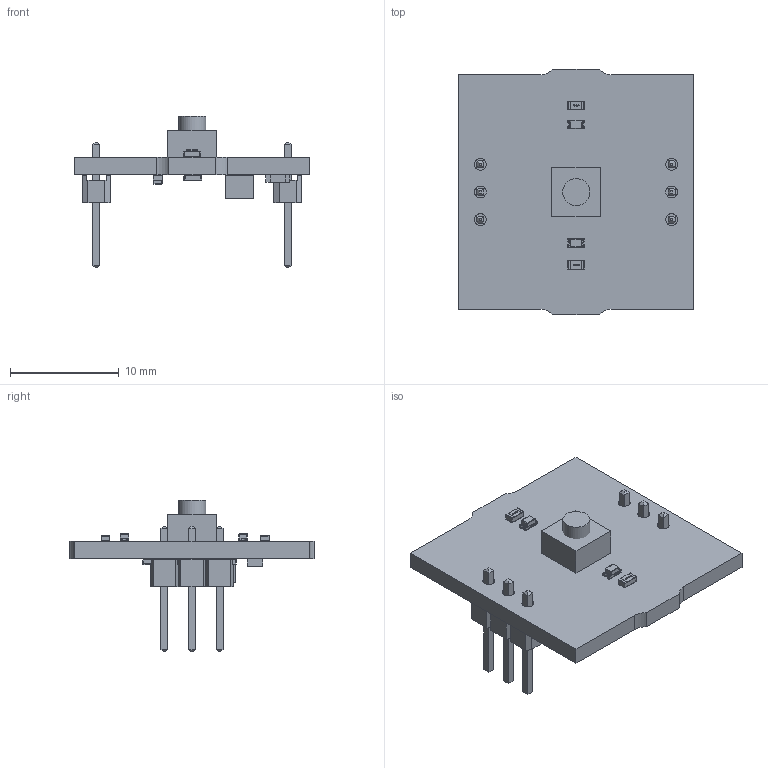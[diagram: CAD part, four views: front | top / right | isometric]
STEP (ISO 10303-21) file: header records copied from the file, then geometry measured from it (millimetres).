
FILE_DESCRIPTION(('Open CASCADE Model'),'2;1');
FILE_NAME('Open CASCADE Shape Model','2022-07-02T22:20:34',('Author'),( 'Open CASCADE'),'Open CASCADE STEP processor 6.8','Open CASCADE 6.8' ,'Unknown');
FILE_SCHEMA(('AUTOMOTIVE_DESIGN { 1 0 10303 214 1 1 1 1 }'));
Length unit declared in the file: millimetre
Products named in the file (50): PCB; Board; Open CASCADE STEP translator 6.8 1.1.1; S1; 5095280512; Cylinder; 5626994816; Extruded; J2; 61300311121; 6130xx11121_PIN; R7; Res_Stackpole_RMCF0603ZT0R00_eec; Body; contacts; top; bottom; stackple_logo; R6; R5; 6499193392; 6772791872; R4; R3; R2; Res_Yageo_RT0603CRE0724K3L_eec; RT0603BRD07104KL_Ceramic; RT0603BRD07104KL_Terminal; RT0603BRD07104KL_Coating; RT0603BRD07104KL_Logo; R1; C1; Cap_KEMET_C0603C272M5JACTU_eec; J1; D5; 7114124320; D2; Diode_QT_Brightek_QBLP601-IW_eec; terminals; body ...
Assembly tree (60 placements, depth 4):
  PCB
    Board
      Open CASCADE STEP translator 6.8 1.1.1
    S1
      5095280512
        Cylinder
      5626994816
        Extruded
    J2
      61300311121
        61300311121
        6130xx11121_PIN  x3
    R7
      Res_Stackpole_RMCF0603ZT0R00_eec
        Body
        contacts  x2
        top
        bottom
        stackple_logo
    R6
      Res_Stackpole_RMCF0603ZT0R00_eec
        Body
        contacts  x2
        top
        bottom
        stackple_logo
    R5
      6499193392  x2
        Extruded
      6772791872
        Extruded
    R4
      Res_Stackpole_RMCF0603ZT0R00_eec
        Body
        contacts  x2
        top
        bottom
        stackple_logo
    R3
      Res_Stackpole_RMCF0603ZT0R00_eec
        Body
        contacts  x2
        top
        bottom
        stackple_logo
    R2
      Res_Yageo_RT0603CRE0724K3L_eec
        RT0603BRD07104KL_Ceramic
        RT0603BRD07104KL_Terminal  x2
        RT0603BRD07104KL_Coating
        RT0603BRD07104KL_Logo
    R1
      Res_Yageo_RT0603CRE0724K3L_eec
        RT0603BRD07104KL_Ceramic
        RT0603BRD07104KL_Terminal  x2
        RT0603BRD07104KL_Coating
        RT0603BRD07104KL_Logo
    C1
      Cap_KEMET_C0603C272M5JACTU_eec
      Cap_KEMET_C0603C272M5JACTU_eec
Bounding box: 21.6 x 22.6 x 13.96 mm (x, y, z)
Volume: 947 mm3; surface area: 1788 mm2
Topology: 141 solids, 141 shells, 2446 faces, 6718 edges, 5188 vertices
Faces by surface type: plane 1306, bspline 599, cylinder 373, torus 104, sphere 64
Full cylindrical faces by diameter (mm): 1.1 x6, 2.5 x1
Entity records: 37350 total; most frequent: CARTESIAN_POINT 12546, ORIENTED_EDGE 4784, DIRECTION 3459, EDGE_CURVE 2392, VERTEX_POINT 1546, LINE 1473, VECTOR 1473, B_SPLINE_CURVE_WITH_KNOTS 1345
